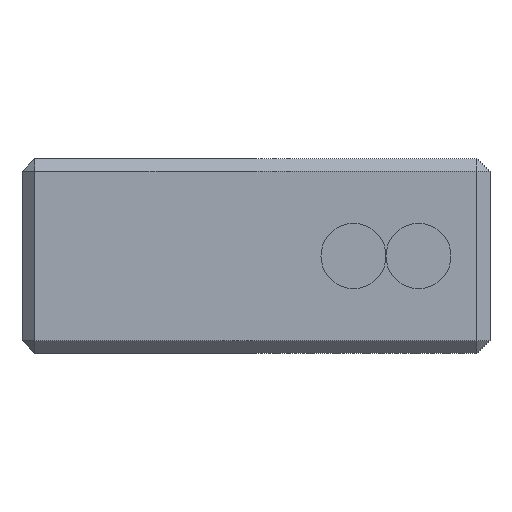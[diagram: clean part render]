
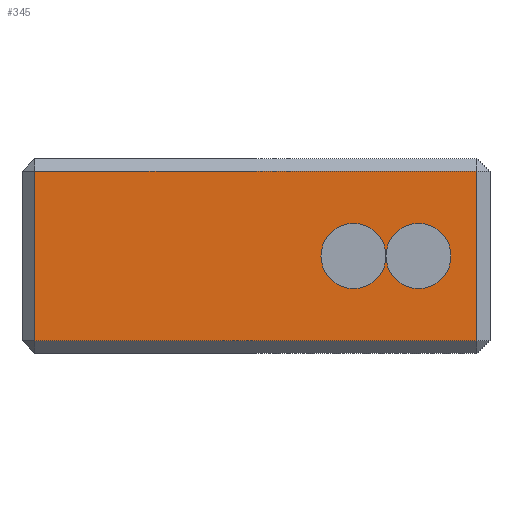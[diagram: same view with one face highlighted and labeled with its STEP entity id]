
A CAD part, front view. The second image highlights one B-rep face of the part: STEP entity #345.
In plain terms, the highlighted planar face has unit normal (0, -1, 0).
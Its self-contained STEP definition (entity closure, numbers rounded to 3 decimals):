
#11 = EDGE_CURVE ( 'NONE', #148, #1206, #199, .T. ) ;
#62 = CARTESIAN_POINT ( 'NONE',  ( -3.6, -5.25, 1.3 ) ) ;
#71 = ORIENTED_EDGE ( 'NONE', *, *, #1163, .T. ) ;
#87 = VECTOR ( 'NONE', #862, 1000. ) ;
#148 = VERTEX_POINT ( 'NONE', #186 ) ;
#173 = CARTESIAN_POINT ( 'NONE',  ( -3.4, -5.25, 1.3 ) ) ;
#179 = ORIENTED_EDGE ( 'NONE', *, *, #11, .T. ) ;
#186 = CARTESIAN_POINT ( 'NONE',  ( 3.4, -5.25, 1.3 ) ) ;
#199 = LINE ( 'NONE', #62, #1230 ) ;
#230 = VERTEX_POINT ( 'NONE', #573 ) ;
#282 = EDGE_CURVE ( 'NONE', #1206, #230, #1048, .T. ) ;
#305 = CARTESIAN_POINT ( 'NONE',  ( -3.4, -5.25, 1.5 ) ) ;
#327 = PLANE ( 'NONE',  #1212 ) ;
#345 = ADVANCED_FACE ( 'NONE', ( #675 ), #327, .F. ) ;
#381 = ORIENTED_EDGE ( 'NONE', *, *, #282, .T. ) ;
#489 = VERTEX_POINT ( 'NONE', #937 ) ;
#503 = DIRECTION ( 'NONE',  ( 0., 0., 1. ) ) ;
#573 = CARTESIAN_POINT ( 'NONE',  ( -3.4, -5.25, -1.3 ) ) ;
#598 = CARTESIAN_POINT ( 'NONE',  ( 3.4, -5.25, 1.5 ) ) ;
#656 = EDGE_LOOP ( 'NONE', ( #71, #836, #179, #381 ) ) ;
#675 = FACE_OUTER_BOUND ( 'NONE', #656, .T. ) ;
#720 = DIRECTION ( 'NONE',  ( 0., 1., 0. ) ) ;
#733 = EDGE_CURVE ( 'NONE', #489, #148, #885, .T. ) ;
#836 = ORIENTED_EDGE ( 'NONE', *, *, #733, .T. ) ;
#862 = DIRECTION ( 'NONE',  ( 1., 0., 0. ) ) ;
#885 = LINE ( 'NONE', #598, #1012 ) ;
#937 = CARTESIAN_POINT ( 'NONE',  ( 3.4, -5.25, -1.3 ) ) ;
#954 = DIRECTION ( 'NONE',  ( -1., 0., 0. ) ) ;
#968 = CARTESIAN_POINT ( 'NONE',  ( 3.6, -5.25, -1.3 ) ) ;
#978 = VECTOR ( 'NONE', #1003, 1000. ) ;
#1003 = DIRECTION ( 'NONE',  ( 0., 0., -1. ) ) ;
#1012 = VECTOR ( 'NONE', #503, 1000. ) ;
#1017 = DIRECTION ( 'NONE',  ( 0., 0., 1. ) ) ;
#1048 = LINE ( 'NONE', #305, #978 ) ;
#1107 = LINE ( 'NONE', #968, #87 ) ;
#1128 = CARTESIAN_POINT ( 'NONE',  ( -3.6, -5.25, 1.5 ) ) ;
#1163 = EDGE_CURVE ( 'NONE', #230, #489, #1107, .T. ) ;
#1206 = VERTEX_POINT ( 'NONE', #173 ) ;
#1212 = AXIS2_PLACEMENT_3D ( 'NONE', #1128, #720, #1017 ) ;
#1230 = VECTOR ( 'NONE', #954, 1000. ) ;
